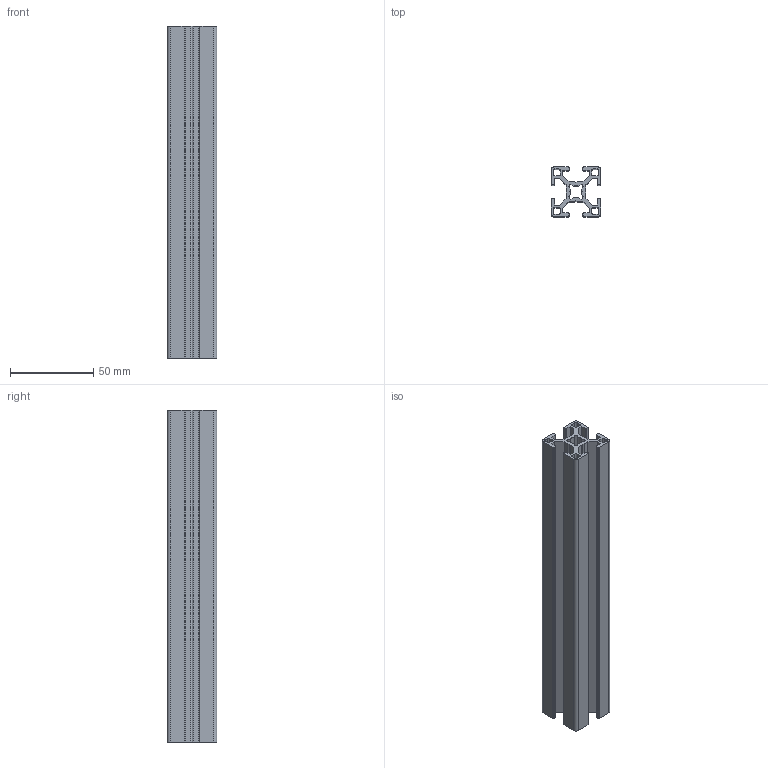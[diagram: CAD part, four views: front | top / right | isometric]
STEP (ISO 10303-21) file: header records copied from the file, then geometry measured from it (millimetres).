
FILE_DESCRIPTION( ( 'Unknown' ), '1' );
FILE_NAME( 'Aluminium profile 30x30 .stp', 'Unknown', ( 'Unknown' ), ( 'Unknown' ), 'PSStep 16.0.42', 'Unknown', ' ' );
FILE_SCHEMA( ( 'AUTOMOTIVE_DESIGN { 1 0 10303 214 1 1 1 1 }' ) );
Length unit declared in the file: millimetre
Products named in the file (1): BOSCH_REXROTH_PROFILE_30X30_8MM_T-SLOT
Bounding box: 30 x 30 x 200 mm (x, y, z)
Volume: 62516 mm3; surface area: 66673.9 mm2
Topology: 1 solids, 1 shells, 166 faces, 492 edges, 328 vertices
Faces by surface type: plane 98, cylinder 68
Entity records: 6936 total; most frequent: CARTESIAN_POINT 987, ORIENTED_EDGE 984, DIRECTION 962, EDGE_CURVE 492, LINE 356, VECTOR 356, VERTEX_POINT 328, AXIS2_PLACEMENT_3D 303
